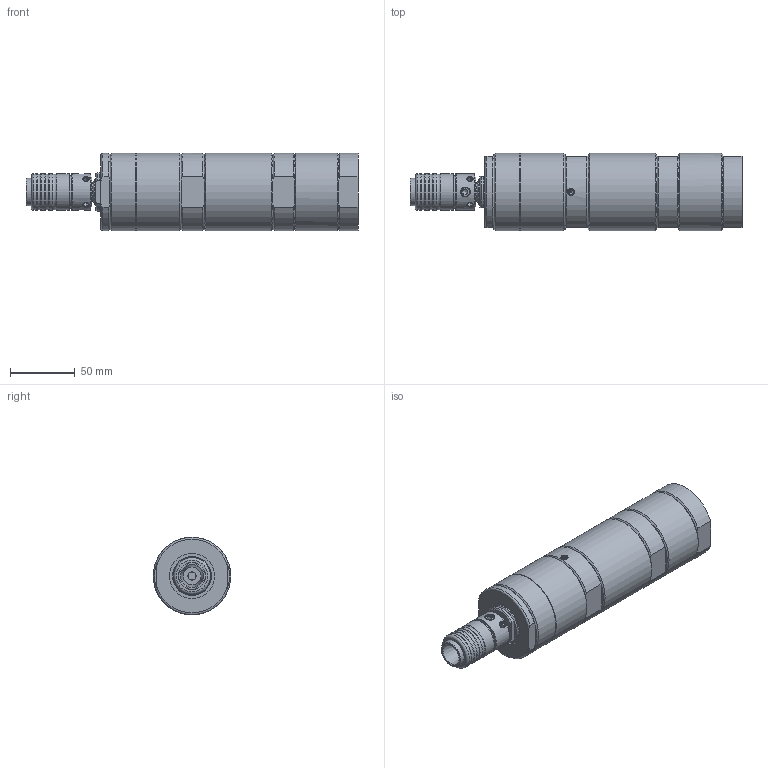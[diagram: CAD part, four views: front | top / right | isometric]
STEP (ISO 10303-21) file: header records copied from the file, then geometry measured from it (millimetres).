
FILE_DESCRIPTION(/* description */ (''),/* implementation_level */ '2;1');
FILE_NAME(/* name */ 'EBMU 82-13600 WS_60038655.stp',/* time_stamp */ '2015-01-27T13:25:53+01:00',/* author */ ('ekoch'),/* organization */ (''),/* preprocessor_version */ 'ST-DEVELOPER v15.2',/* originating_system */ 'Autodesk Inventor 2014',/* authorisation */ '');
FILE_SCHEMA (('AUTOMOTIVE_DESIGN { 1 0 10303 214 3 1 1 }'));
Length unit declared in the file: millimetre
Products named in the file (1): EBMU 82-13600 WS_60038655
Bounding box: 257 x 60 x 60 mm (x, y, z)
Volume: 573196.6 mm3; surface area: 59828.6 mm2
Topology: 1 solids, 21 shells, 385 faces, 851 edges, 548 vertices
Faces by surface type: plane 184, cylinder 111, cone 62, bspline 17, torus 9, sphere 2
Full cylindrical faces by diameter (mm): 1.55 x2, 3.6 x1, 4 x1, 5 x5, 5.5 x1, 6.188 x1, 6.647 x2, 13.8 x1, 14 x2, 14.95 x2, 18.631 x1, 18.8 x1, 18.917 x1, 21 x1, 23 x1, 24.8 x1, 24.9 x1, 28.4 x4, 28.6 x1, 29.95 x1, 35 x1, 53.659 x2, 55.1 x1, 55.178 x1, 55.376 x1, 57 x1, 60 x4
Entity records: 11959 total; most frequent: CARTESIAN_POINT 3859, DIRECTION 1544, ORIENTED_EDGE 1470, EDGE_CURVE 735, AXIS2_PLACEMENT_3D 588, VERTEX_POINT 513, EDGE_LOOP 512, ADVANCED_FACE 385
